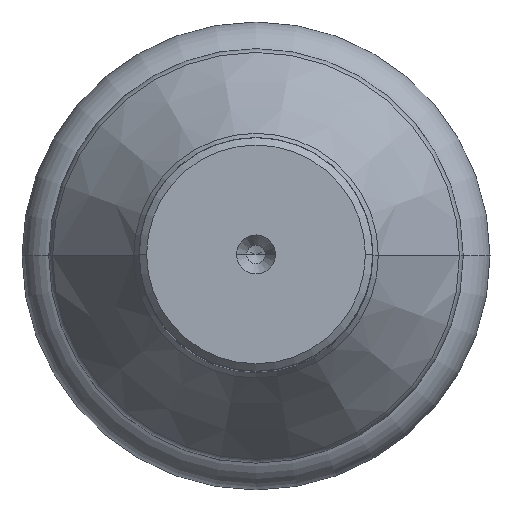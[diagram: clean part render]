
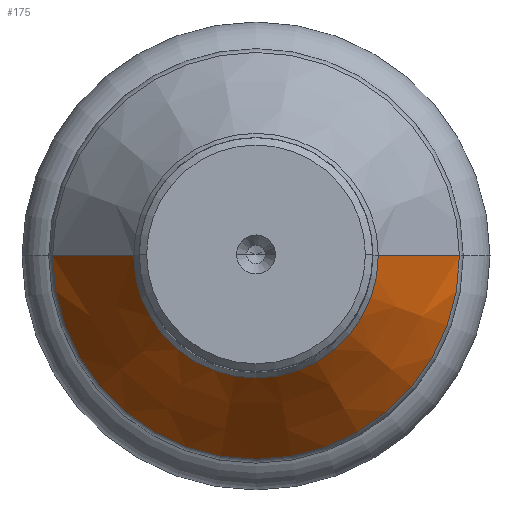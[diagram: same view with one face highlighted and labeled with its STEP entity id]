
A CAD part, top view. The second image highlights one B-rep face of the part: STEP entity #175.
In plain terms, the highlighted conical face has half-angle 34.156 degrees and reference radius 22.101 mm.
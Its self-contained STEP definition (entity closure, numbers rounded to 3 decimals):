
#45=CONICAL_SURFACE('',#1007,22.101,34.156);
#69=LINE('',#1552,#103);
#70=LINE('',#1558,#104);
#103=VECTOR('',#1251,1.);
#104=VECTOR('',#1256,1.);
#175=ADVANCED_FACE('',(#239),#45,.T.);
#239=FACE_OUTER_BOUND('',#291,.T.);
#291=EDGE_LOOP('',(#433,#434,#435,#436,#437,#438));
#433=ORIENTED_EDGE('',*,*,#713,.F.);
#434=ORIENTED_EDGE('',*,*,#714,.T.);
#435=ORIENTED_EDGE('',*,*,#715,.T.);
#436=ORIENTED_EDGE('',*,*,#716,.T.);
#437=ORIENTED_EDGE('',*,*,#710,.T.);
#438=ORIENTED_EDGE('',*,*,#709,.T.);
#608=VERTEX_POINT('',#1537);
#610=VERTEX_POINT('',#1541);
#611=VERTEX_POINT('',#1545);
#613=VERTEX_POINT('',#1553);
#614=VERTEX_POINT('',#1555);
#615=VERTEX_POINT('',#1557);
#709=EDGE_CURVE('',#611,#610,#825,.T.);
#710=EDGE_CURVE('',#608,#611,#826,.T.);
#713=EDGE_CURVE('',#613,#610,#69,.T.);
#714=EDGE_CURVE('',#613,#614,#829,.T.);
#715=EDGE_CURVE('',#614,#615,#830,.T.);
#716=EDGE_CURVE('',#615,#608,#70,.T.);
#825=CIRCLE('',#999,27.603);
#826=CIRCLE('',#1000,27.603);
#829=CIRCLE('',#1005,16.6);
#830=CIRCLE('',#1006,16.6);
#999=AXIS2_PLACEMENT_3D('',#1544,#1239,#1240);
#1000=AXIS2_PLACEMENT_3D('',#1546,#1241,#1242);
#1005=AXIS2_PLACEMENT_3D('',#1554,#1252,#1253);
#1006=AXIS2_PLACEMENT_3D('',#1556,#1254,#1255);
#1007=AXIS2_PLACEMENT_3D('',#1559,#1257,#1258);
#1239=DIRECTION('',(0.,0.,1.));
#1240=DIRECTION('',(-1.,-0.001,0.));
#1241=DIRECTION('',(0.,0.,1.));
#1242=DIRECTION('',(-1.,0.,0.));
#1251=DIRECTION('',(0.561,0.,-0.828));
#1252=DIRECTION('',(0.,0.,-1.));
#1253=DIRECTION('',(1.,0.,0.));
#1254=DIRECTION('',(0.,0.,-1.));
#1255=DIRECTION('',(1.,-0.001,0.));
#1256=DIRECTION('',(-0.561,0.,-0.828));
#1257=DIRECTION('',(0.,0.,-1.));
#1258=DIRECTION('',(-1.,0.,0.));
#1537=CARTESIAN_POINT('',(-27.603,0.,-111.237));
#1541=CARTESIAN_POINT('',(27.603,0.,-111.237));
#1544=CARTESIAN_POINT('',(0.,0.,-111.237));
#1545=CARTESIAN_POINT('',(-27.603,-0.016,-111.237));
#1546=CARTESIAN_POINT('',(0.,0.,-111.237));
#1552=CARTESIAN_POINT('',(16.6,0.,-95.02));
#1553=CARTESIAN_POINT('',(16.6,0.,-95.02));
#1554=CARTESIAN_POINT('',(0.,0.,-95.02));
#1555=CARTESIAN_POINT('',(16.6,-0.011,-95.02));
#1556=CARTESIAN_POINT('',(0.,0.,-95.02));
#1557=CARTESIAN_POINT('',(-16.6,0.,-95.02));
#1558=CARTESIAN_POINT('',(-16.6,0.,-95.02));
#1559=CARTESIAN_POINT('',(0.,0.,-103.129));
